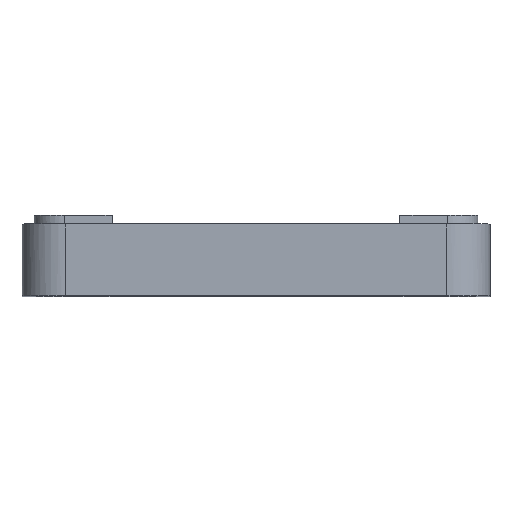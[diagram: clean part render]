
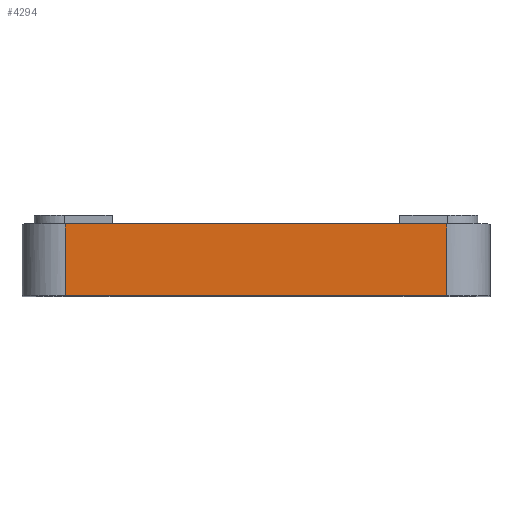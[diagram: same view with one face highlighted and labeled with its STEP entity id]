
A CAD part, top view. The second image highlights one B-rep face of the part: STEP entity #4294.
In plain terms, the highlighted planar face has unit normal (0, 0, 1).
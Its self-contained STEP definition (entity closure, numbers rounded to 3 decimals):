
#589=FACE_OUTER_BOUND('',#828,.T.);
#828=EDGE_LOOP('',(#3694,#3695,#3696,#3697));
#954=LINE('',#5415,#1336);
#1149=LINE('',#8146,#1531);
#1214=LINE('',#8679,#1596);
#1215=LINE('',#8681,#1597);
#1336=VECTOR('',#4550,10.);
#1531=VECTOR('',#4853,10.);
#1596=VECTOR('',#4956,10.);
#1597=VECTOR('',#4959,10.);
#1724=VERTEX_POINT('',#5367);
#1725=VERTEX_POINT('',#5414);
#2001=VERTEX_POINT('',#8098);
#2002=VERTEX_POINT('',#8145);
#2162=EDGE_CURVE('',#1725,#1724,#954,.T.);
#2545=EDGE_CURVE('',#2001,#2002,#1149,.T.);
#2632=EDGE_CURVE('',#2001,#1725,#1214,.T.);
#2633=EDGE_CURVE('',#2002,#1724,#1215,.T.);
#3694=ORIENTED_EDGE('',*,*,#2632,.T.);
#3695=ORIENTED_EDGE('',*,*,#2162,.T.);
#3696=ORIENTED_EDGE('',*,*,#2633,.F.);
#3697=ORIENTED_EDGE('',*,*,#2545,.F.);
#4127=PLANE('',#4466);
#4294=ADVANCED_FACE('',(#589),#4127,.T.);
#4466=AXIS2_PLACEMENT_3D('',#8680,#4957,#4958);
#4550=DIRECTION('',(-1.,0.,0.));
#4853=DIRECTION('',(-1.,0.,0.));
#4956=DIRECTION('',(0.,1.,0.));
#4957=DIRECTION('center_axis',(0.,0.,1.));
#4958=DIRECTION('ref_axis',(1.,0.,0.));
#4959=DIRECTION('',(0.,1.,0.));
#5367=CARTESIAN_POINT('',(5.005,8.305,0.));
#5414=CARTESIAN_POINT('',(49.005,8.305,0.));
#5415=CARTESIAN_POINT('',(49.005,8.305,0.));
#8098=CARTESIAN_POINT('',(49.005,0.005,0.));
#8145=CARTESIAN_POINT('',(5.005,0.005,0.));
#8146=CARTESIAN_POINT('',(49.005,0.005,0.));
#8679=CARTESIAN_POINT('',(49.005,0.005,0.));
#8680=CARTESIAN_POINT('Origin',(54.005,4.155,0.));
#8681=CARTESIAN_POINT('',(5.005,0.005,0.));
